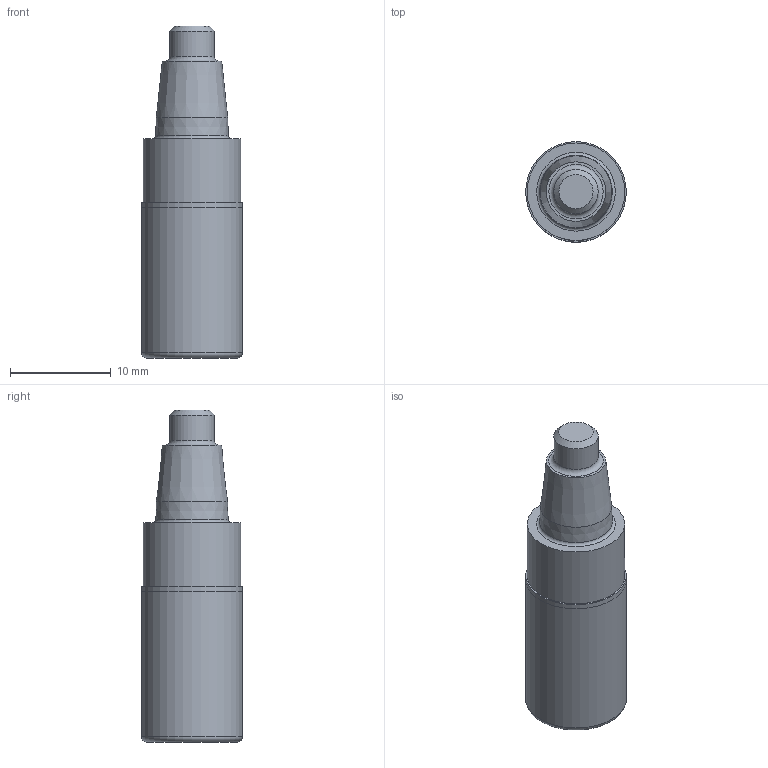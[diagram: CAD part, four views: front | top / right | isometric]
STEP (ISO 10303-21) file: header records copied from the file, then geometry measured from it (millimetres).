
FILE_DESCRIPTION(/* description */ (''),/* implementation_level */ '2;1');
FILE_NAME(/* name */ 'XSE720E10100D3R050Z6_Basic.stp',/* time_stamp */ '2022-07-13T15:34:42+05:00',/* author */ (''),/* organization */ (''),/* preprocessor_version */ 'ST-DEVELOPER v16.7',/* originating_system */ 'SIEMENS PLM Software NX 12.0',/* authorisation */ '');
FILE_SCHEMA (('AUTOMOTIVE_DESIGN { 1 0 10303 214 3 1 1 1 }'));
Length unit declared in the file: millimetre
Products named in the file (1): inpu43DC1522w1jj
Bounding box: 10 x 10 x 33 mm (x, y, z)
Volume: 2005.2 mm3; surface area: 1173.2 mm2
Topology: 2 solids, 2 shells, 17 faces, 28 edges, 22 vertices
Faces by surface type: plane 7, cylinder 4, cone 3, torus 3
Full cylindrical faces by diameter (mm): 4.4 x1, 9.7 x1, 10 x2
Entity records: 435 total; most frequent: DIRECTION 72, CARTESIAN_POINT 71, AXIS2_PLACEMENT_3D 36, EDGE_LOOP 30, ORIENTED_EDGE 30, FACE_BOUND 26, ADVANCED_FACE 17, VERTEX_POINT 15
